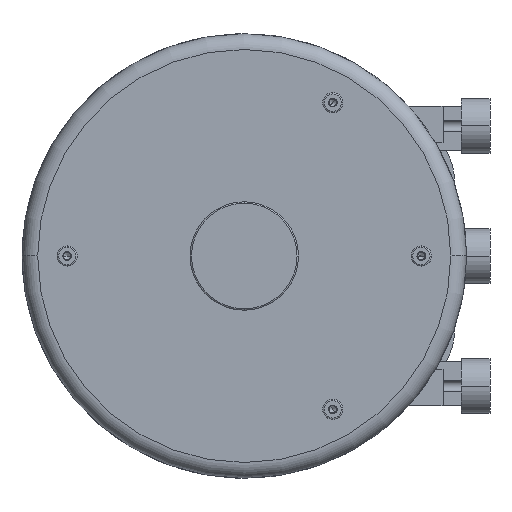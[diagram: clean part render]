
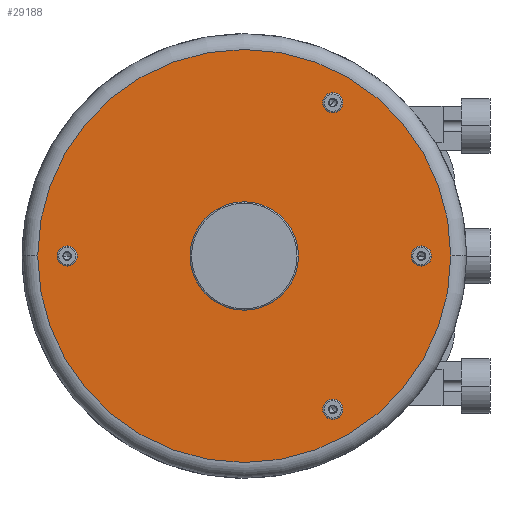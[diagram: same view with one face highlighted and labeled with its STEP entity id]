
A CAD part, left-side view. The second image highlights one B-rep face of the part: STEP entity #29188.
In plain terms, the highlighted planar face has unit normal (-1, 0, 0).
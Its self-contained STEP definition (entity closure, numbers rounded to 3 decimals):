
#11834=CARTESIAN_POINT('',(-328.,0.,0.));
#11835=DIRECTION('',(-1.,0.,0.));
#11836=DIRECTION('',(0.,0.,1.));
#11837=AXIS2_PLACEMENT_3D('',#11834,#11835,#11836);
#11839=CARTESIAN_POINT('',(-328.,0.,0.));
#11840=DIRECTION('',(-1.,0.,0.));
#11841=DIRECTION('',(0.,0.,-1.));
#11842=AXIS2_PLACEMENT_3D('',#11839,#11840,#11841);
#11844=CARTESIAN_POINT('',(-328.,245.,0.));
#11845=DIRECTION('',(-1.,0.,0.));
#11846=DIRECTION('',(0.,0.,1.));
#11847=AXIS2_PLACEMENT_3D('',#11844,#11845,#11846);
#11849=CARTESIAN_POINT('',(-328.,245.,0.));
#11850=DIRECTION('',(-1.,0.,0.));
#11851=DIRECTION('',(0.,0.,-1.));
#11852=AXIS2_PLACEMENT_3D('',#11849,#11850,#11851);
#11854=CARTESIAN_POINT('',(-328.,-122.5,212.176));
#11855=DIRECTION('',(-1.,0.,0.));
#11856=DIRECTION('',(0.,0.,1.));
#11857=AXIS2_PLACEMENT_3D('',#11854,#11855,#11856);
#11859=CARTESIAN_POINT('',(-328.,-122.5,212.176));
#11860=DIRECTION('',(-1.,0.,0.));
#11861=DIRECTION('',(0.,0.,-1.));
#11862=AXIS2_PLACEMENT_3D('',#11859,#11860,#11861);
#11864=CARTESIAN_POINT('',(-328.,-245.,0.));
#11865=DIRECTION('',(-1.,0.,0.));
#11866=DIRECTION('',(0.,0.,1.));
#11867=AXIS2_PLACEMENT_3D('',#11864,#11865,#11866);
#11869=CARTESIAN_POINT('',(-328.,-245.,0.));
#11870=DIRECTION('',(-1.,0.,0.));
#11871=DIRECTION('',(0.,0.,-1.));
#11872=AXIS2_PLACEMENT_3D('',#11869,#11870,#11871);
#11874=CARTESIAN_POINT('',(-328.,-122.5,-212.176));
#11875=DIRECTION('',(-1.,0.,0.));
#11876=DIRECTION('',(0.,0.,1.));
#11877=AXIS2_PLACEMENT_3D('',#11874,#11875,#11876);
#11879=CARTESIAN_POINT('',(-328.,-122.5,-212.176));
#11880=DIRECTION('',(-1.,0.,0.));
#11881=DIRECTION('',(0.,0.,-1.));
#11882=AXIS2_PLACEMENT_3D('',#11879,#11880,#11881);
#11884=CARTESIAN_POINT('',(-328.,0.,0.));
#11885=DIRECTION('',(-1.,0.,0.));
#11886=DIRECTION('',(0.,1.,0.));
#11887=AXIS2_PLACEMENT_3D('',#11884,#11885,#11886);
#11889=CARTESIAN_POINT('',(-328.,0.,0.));
#11890=DIRECTION('',(-1.,0.,0.));
#11891=DIRECTION('',(0.,-1.,0.));
#11892=AXIS2_PLACEMENT_3D('',#11889,#11890,#11891);
#15275=CARTESIAN_POINT('',(-328.,0.,75.));
#15276=CARTESIAN_POINT('',(-328.,0.,-75.));
#15277=VERTEX_POINT('',#15275);
#15278=VERTEX_POINT('',#15276);
#15279=CARTESIAN_POINT('',(-328.,245.,14.));
#15280=CARTESIAN_POINT('',(-328.,245.,-14.));
#15281=VERTEX_POINT('',#15279);
#15282=VERTEX_POINT('',#15280);
#15283=CARTESIAN_POINT('',(-328.,-122.5,226.176));
#15284=CARTESIAN_POINT('',(-328.,-122.5,198.176));
#15285=VERTEX_POINT('',#15283);
#15286=VERTEX_POINT('',#15284);
#15287=CARTESIAN_POINT('',(-328.,-245.,14.));
#15288=CARTESIAN_POINT('',(-328.,-245.,-14.));
#15289=VERTEX_POINT('',#15287);
#15290=VERTEX_POINT('',#15288);
#15291=CARTESIAN_POINT('',(-328.,-122.5,-198.176));
#15292=CARTESIAN_POINT('',(-328.,-122.5,-226.176));
#15293=VERTEX_POINT('',#15291);
#15294=VERTEX_POINT('',#15292);
#15355=CARTESIAN_POINT('',(-328.,285.75,0.));
#15356=CARTESIAN_POINT('',(-328.,-285.75,0.));
#15357=VERTEX_POINT('',#15355);
#15358=VERTEX_POINT('',#15356);
#29148=CARTESIAN_POINT('',(-328.,0.,0.));
#29149=DIRECTION('',(1.,0.,0.));
#29150=DIRECTION('',(0.,-1.,0.));
#29151=AXIS2_PLACEMENT_3D('',#29148,#29149,#29150);
#29152=PLANE('',#29151);
#29153=ORIENTED_EDGE('',*,*,#29138,.F.);
#29155=ORIENTED_EDGE('',*,*,#29154,.F.);
#29156=EDGE_LOOP('',(#29153,#29155));
#29157=FACE_OUTER_BOUND('',#29156,.F.);
#29159=ORIENTED_EDGE('',*,*,#29158,.T.);
#29161=ORIENTED_EDGE('',*,*,#29160,.T.);
#29162=EDGE_LOOP('',(#29159,#29161));
#29163=FACE_BOUND('',#29162,.F.);
#29165=ORIENTED_EDGE('',*,*,#29164,.T.);
#29167=ORIENTED_EDGE('',*,*,#29166,.T.);
#29168=EDGE_LOOP('',(#29165,#29167));
#29169=FACE_BOUND('',#29168,.F.);
#29171=ORIENTED_EDGE('',*,*,#29170,.T.);
#29173=ORIENTED_EDGE('',*,*,#29172,.T.);
#29174=EDGE_LOOP('',(#29171,#29173));
#29175=FACE_BOUND('',#29174,.F.);
#29177=ORIENTED_EDGE('',*,*,#29176,.T.);
#29179=ORIENTED_EDGE('',*,*,#29178,.T.);
#29180=EDGE_LOOP('',(#29177,#29179));
#29181=FACE_BOUND('',#29180,.F.);
#29183=ORIENTED_EDGE('',*,*,#29182,.T.);
#29185=ORIENTED_EDGE('',*,*,#29184,.T.);
#29186=EDGE_LOOP('',(#29183,#29185));
#29187=FACE_BOUND('',#29186,.F.);
#29188=ADVANCED_FACE('',(#29157,#29163,#29169,#29175,#29181,#29187),#29152,.F.);
#11838=CIRCLE('',#11837,75.);
#11843=CIRCLE('',#11842,75.);
#11848=CIRCLE('',#11847,14.);
#11853=CIRCLE('',#11852,14.);
#11858=CIRCLE('',#11857,14.);
#11863=CIRCLE('',#11862,14.);
#11868=CIRCLE('',#11867,14.);
#11873=CIRCLE('',#11872,14.);
#11878=CIRCLE('',#11877,14.);
#11883=CIRCLE('',#11882,14.);
#11888=CIRCLE('',#11887,285.75);
#11893=CIRCLE('',#11892,285.75);
#29138=EDGE_CURVE('',#15357,#15358,#11888,.T.);
#29154=EDGE_CURVE('',#15358,#15357,#11893,.T.);
#29158=EDGE_CURVE('',#15277,#15278,#11838,.T.);
#29160=EDGE_CURVE('',#15278,#15277,#11843,.T.);
#29164=EDGE_CURVE('',#15281,#15282,#11848,.T.);
#29166=EDGE_CURVE('',#15282,#15281,#11853,.T.);
#29170=EDGE_CURVE('',#15285,#15286,#11858,.T.);
#29172=EDGE_CURVE('',#15286,#15285,#11863,.T.);
#29176=EDGE_CURVE('',#15289,#15290,#11868,.T.);
#29178=EDGE_CURVE('',#15290,#15289,#11873,.T.);
#29182=EDGE_CURVE('',#15293,#15294,#11878,.T.);
#29184=EDGE_CURVE('',#15294,#15293,#11883,.T.);
